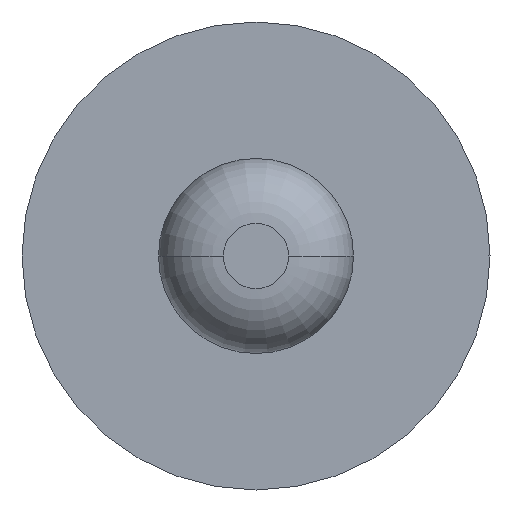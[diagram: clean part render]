
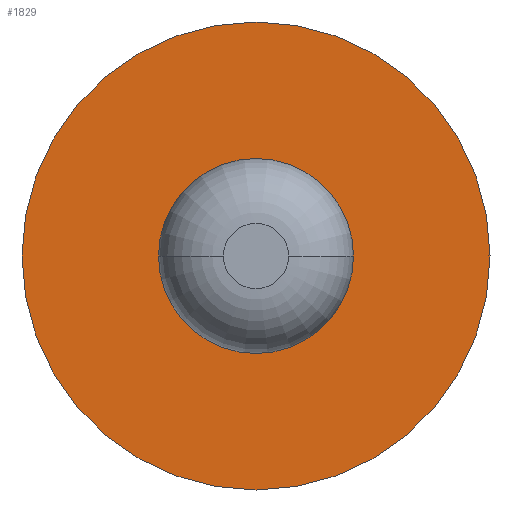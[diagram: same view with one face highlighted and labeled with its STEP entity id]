
A CAD part, front view. The second image highlights one B-rep face of the part: STEP entity #1829.
In plain terms, the highlighted planar face has unit normal (0, -1, 0).
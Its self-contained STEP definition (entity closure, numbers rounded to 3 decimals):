
#218 = FACE_BOUND ( 'NONE', #3091, .T. ) ;
#406 = DIRECTION ( 'NONE',  ( 1., 0., 0. ) ) ;
#420 = FACE_OUTER_BOUND ( 'NONE', #902, .T. ) ;
#429 = CARTESIAN_POINT ( 'NONE',  ( 0., 5.7, 0. ) ) ;
#518 = CIRCLE ( 'NONE', #2935, 0.9 ) ;
#526 = ORIENTED_EDGE ( 'NONE', *, *, #2647, .F. ) ;
#670 = AXIS2_PLACEMENT_3D ( 'NONE', #429, #2156, #1374 ) ;
#746 = VERTEX_POINT ( 'NONE', #1300 ) ;
#776 = VERTEX_POINT ( 'NONE', #912 ) ;
#814 = EDGE_CURVE ( 'Defeature ausgef�hrt1_8+Defeature ausgef�hrt1_7+Defeature ausgef�hrt1_7+Defeature ausgef�hrt1_7', #776, #2772, #1412, .T. ) ;
#845 = CARTESIAN_POINT ( 'NONE',  ( 0., 5.7, 0. ) ) ;
#902 = EDGE_LOOP ( 'NONE', ( #2906, #1953 ) ) ;
#912 = CARTESIAN_POINT ( 'NONE',  ( 0.9, 5.7, 0. ) ) ;
#998 = AXIS2_PLACEMENT_3D ( 'NONE', #1916, #2665, #2675 ) ;
#1098 = DIRECTION ( 'NONE',  ( 0., -1., 0. ) ) ;
#1130 = DIRECTION ( 'NONE',  ( 0., -1., 0. ) ) ;
#1300 = CARTESIAN_POINT ( 'NONE',  ( -0.255, 5.7, 0. ) ) ;
#1374 = DIRECTION ( 'NONE',  ( 1., 0., 0. ) ) ;
#1408 = CIRCLE ( 'NONE', #2264, 0.255 ) ;
#1412 = CIRCLE ( 'NONE', #2574, 0.9 ) ;
#1566 = DIRECTION ( 'NONE',  ( 1., 0., 0. ) ) ;
#1708 = EDGE_CURVE ( 'Defeature ausgef�hrt1_8+Defeature ausgef�hrt1_7+Defeature ausgef�hrt1_7+Defeature ausgef�hrt1_7', #2772, #776, #518, .T. ) ;
#1829 = ADVANCED_FACE ( 'Defeature ausgef�hrt1_8', ( #420, #218 ), #2646, .T. ) ;
#1871 = CARTESIAN_POINT ( 'NONE',  ( 0., 5.7, 0. ) ) ;
#1875 = CARTESIAN_POINT ( 'NONE',  ( 0.255, 5.7, 0. ) ) ;
#1916 = CARTESIAN_POINT ( 'NONE',  ( 0., 5.7, 0.255 ) ) ;
#1953 = ORIENTED_EDGE ( 'NONE', *, *, #1708, .T. ) ;
#1967 = ORIENTED_EDGE ( 'NONE', *, *, #2605, .F. ) ;
#2094 = DIRECTION ( 'NONE',  ( 1., 0., 0. ) ) ;
#2134 = VERTEX_POINT ( 'NONE', #1875 ) ;
#2156 = DIRECTION ( 'NONE',  ( 0., -1., 0. ) ) ;
#2264 = AXIS2_PLACEMENT_3D ( 'NONE', #1871, #1130, #406 ) ;
#2372 = DIRECTION ( 'NONE',  ( 0., -1., 0. ) ) ;
#2574 = AXIS2_PLACEMENT_3D ( 'NONE', #845, #1098, #1566 ) ;
#2605 = EDGE_CURVE ( 'Defeature ausgef�hrt1_9+Defeature ausgef�hrt1_8+Defeature ausgef�hrt1_8+Defeature ausgef�hrt1_8', #2134, #746, #2947, .T. ) ;
#2646 = PLANE ( 'NONE',  #998 ) ;
#2647 = EDGE_CURVE ( 'Defeature ausgef�hrt1_9+Defeature ausgef�hrt1_8+Defeature ausgef�hrt1_8+Defeature ausgef�hrt1_8', #746, #2134, #1408, .T. ) ;
#2665 = DIRECTION ( 'NONE',  ( 0., -1., 0. ) ) ;
#2675 = DIRECTION ( 'NONE',  ( 1., 0., 0. ) ) ;
#2679 = CARTESIAN_POINT ( 'NONE',  ( -0.9, 5.7, 0. ) ) ;
#2772 = VERTEX_POINT ( 'NONE', #2679 ) ;
#2906 = ORIENTED_EDGE ( 'NONE', *, *, #814, .T. ) ;
#2935 = AXIS2_PLACEMENT_3D ( 'NONE', #3110, #2372, #2094 ) ;
#2947 = CIRCLE ( 'NONE', #670, 0.255 ) ;
#3091 = EDGE_LOOP ( 'NONE', ( #1967, #526 ) ) ;
#3110 = CARTESIAN_POINT ( 'NONE',  ( 0., 5.7, 0. ) ) ;
